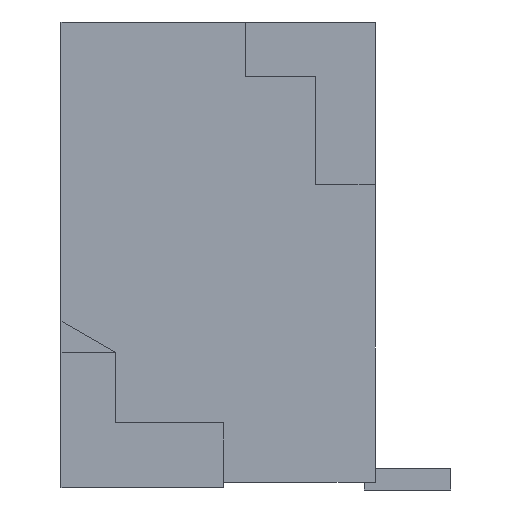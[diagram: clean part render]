
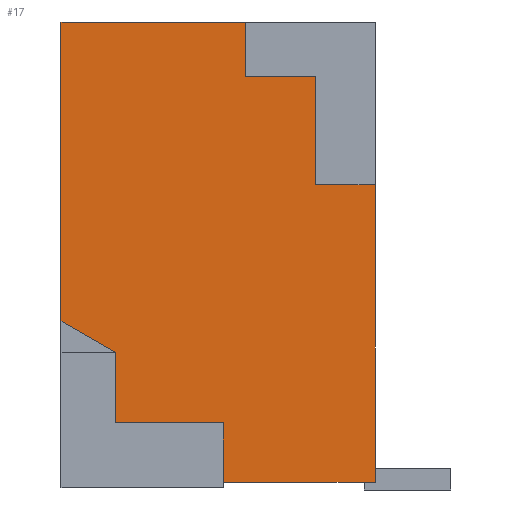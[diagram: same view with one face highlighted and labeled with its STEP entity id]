
A CAD part, left-side view. The second image highlights one B-rep face of the part: STEP entity #17.
In plain terms, the highlighted planar face has unit normal (-1, 0, 0).
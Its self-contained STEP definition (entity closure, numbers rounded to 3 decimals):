
#13=DIRECTION('',(0.,0.,1.));
#17=ADVANCED_FACE('',(#18),#91,.F.);
#18=FACE_BOUND('',#19,.F.);
#19=EDGE_LOOP('',(#20,#28,#35,#40,#45,#50,#57,#63,#69,#76,#83,#88));
#20=ORIENTED_EDGE('',*,*,#21,.F.);
#21=EDGE_CURVE('',#22,#24,#26,.T.);
#22=VERTEX_POINT('',#23);
#23=CARTESIAN_POINT('',(-5.,-1.1,0.07));
#24=VERTEX_POINT('',#25);
#25=CARTESIAN_POINT('',(-5.,-1.1,2.82));
#26=LINE('',#23,#27);
#27=VECTOR('',#13,1.);
#28=ORIENTED_EDGE('',*,*,#29,.T.);
#29=EDGE_CURVE('',#22,#30,#32,.T.);
#30=VERTEX_POINT('',#31);
#31=CARTESIAN_POINT('',(-5.,0.3,0.07));
#32=LINE('',#23,#33);
#33=VECTOR('',#34,1.);
#34=DIRECTION('',(0.,1.,0.));
#35=ORIENTED_EDGE('',*,*,#36,.T.);
#36=EDGE_CURVE('',#30,#37,#39,.T.);
#37=VERTEX_POINT('',#38);
#38=CARTESIAN_POINT('',(-5.,0.3,0.62));
#39=LINE('',#31,#27);
#40=ORIENTED_EDGE('',*,*,#41,.T.);
#41=EDGE_CURVE('',#37,#42,#44,.T.);
#42=VERTEX_POINT('',#43);
#43=CARTESIAN_POINT('',(-5.,1.3,0.62));
#44=LINE('',#38,#33);
#45=ORIENTED_EDGE('',*,*,#46,.T.);
#46=EDGE_CURVE('',#42,#47,#49,.T.);
#47=VERTEX_POINT('',#48);
#48=CARTESIAN_POINT('',(-5.,1.3,1.27));
#49=LINE('',#43,#27);
#50=ORIENTED_EDGE('',*,*,#51,.T.);
#51=EDGE_CURVE('',#47,#52,#54,.T.);
#52=VERTEX_POINT('',#53);
#53=CARTESIAN_POINT('',(-5.,1.8,1.559));
#54=LINE('',#48,#55);
#55=VECTOR('',#56,1.);
#56=DIRECTION('',(0.,0.866,0.5));
#57=ORIENTED_EDGE('',*,*,#58,.T.);
#58=EDGE_CURVE('',#52,#59,#61,.T.);
#59=VERTEX_POINT('',#60);
#60=CARTESIAN_POINT('',(-5.,1.8,4.32));
#61=LINE('',#62,#27);
#62=CARTESIAN_POINT('',(-5.,1.8,0.07));
#63=ORIENTED_EDGE('',*,*,#64,.F.);
#64=EDGE_CURVE('',#65,#59,#67,.T.);
#65=VERTEX_POINT('',#66);
#66=CARTESIAN_POINT('',(-5.,0.1,4.32));
#67=LINE('',#68,#33);
#68=CARTESIAN_POINT('',(-5.,-1.1,4.32));
#69=ORIENTED_EDGE('',*,*,#70,.T.);
#70=EDGE_CURVE('',#65,#71,#73,.T.);
#71=VERTEX_POINT('',#72);
#72=CARTESIAN_POINT('',(-5.,0.1,3.82));
#73=LINE('',#66,#74);
#74=VECTOR('',#75,1.);
#75=DIRECTION('',(0.,0.,-1.));
#76=ORIENTED_EDGE('',*,*,#77,.T.);
#77=EDGE_CURVE('',#71,#78,#80,.T.);
#78=VERTEX_POINT('',#79);
#79=CARTESIAN_POINT('',(-5.,-0.55,3.82));
#80=LINE('',#72,#81);
#81=VECTOR('',#82,1.);
#82=DIRECTION('',(0.,-1.,0.));
#83=ORIENTED_EDGE('',*,*,#84,.T.);
#84=EDGE_CURVE('',#78,#85,#87,.T.);
#85=VERTEX_POINT('',#86);
#86=CARTESIAN_POINT('',(-5.,-0.55,2.82));
#87=LINE('',#79,#74);
#88=ORIENTED_EDGE('',*,*,#89,.T.);
#89=EDGE_CURVE('',#85,#24,#90,.T.);
#90=LINE('',#86,#81);
#91=PLANE('',#92);
#92=AXIS2_PLACEMENT_3D('',#23,#93,#13);
#93=DIRECTION('',(1.,0.,0.));
